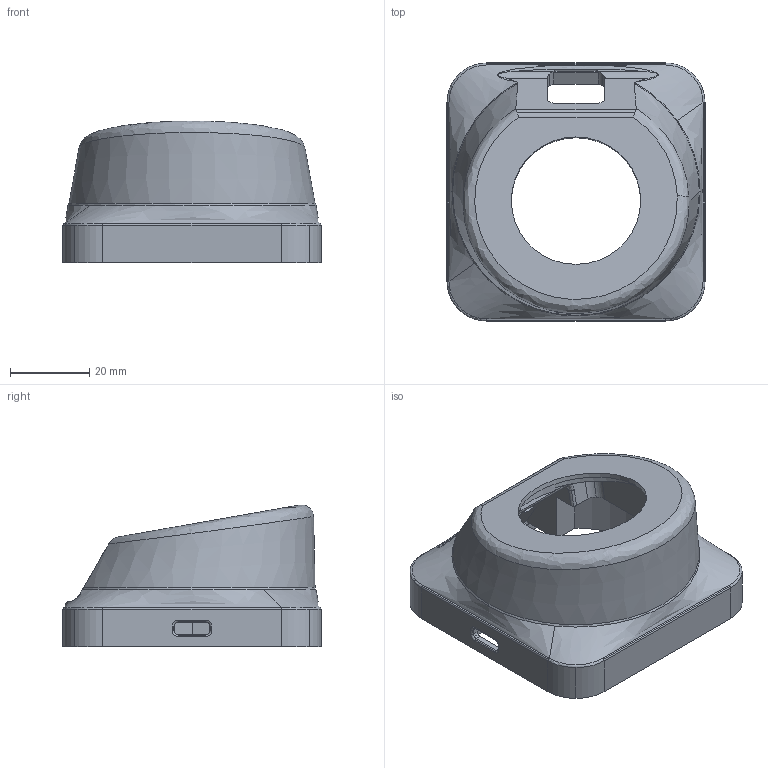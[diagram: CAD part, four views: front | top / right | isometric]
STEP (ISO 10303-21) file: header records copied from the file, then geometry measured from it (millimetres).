
FILE_DESCRIPTION(('STEP AP214'),'1');
FILE_NAME('body.step','2024-12-25T11:31:37',(' '),('ANSOFT Corporation'),'Spatial InterOp 3D',' ',' ');
FILE_SCHEMA(('AUTOMOTIVE_DESIGN { 1 0 10303 214 1 1 1 1 }'));
Length unit declared in the file: millimetre
Products named in the file (1): body
Bounding box: 65 x 65 x 35.75 mm (x, y, z)
Volume: 35112.7 mm3; surface area: 17397.4 mm2
Topology: 1 solids, 1 shells, 200 faces, 541 edges, 352 vertices
Faces by surface type: cylinder 111, plane 65, bspline 13, torus 8, cone 3
Entity records: 16167 total; most frequent: CARTESIAN_POINT 10995, DIRECTION 1119, ORIENTED_EDGE 1078, EDGE_CURVE 539, AXIS2_PLACEMENT_3D 434, VERTEX_POINT 352, LINE 251, VECTOR 251
